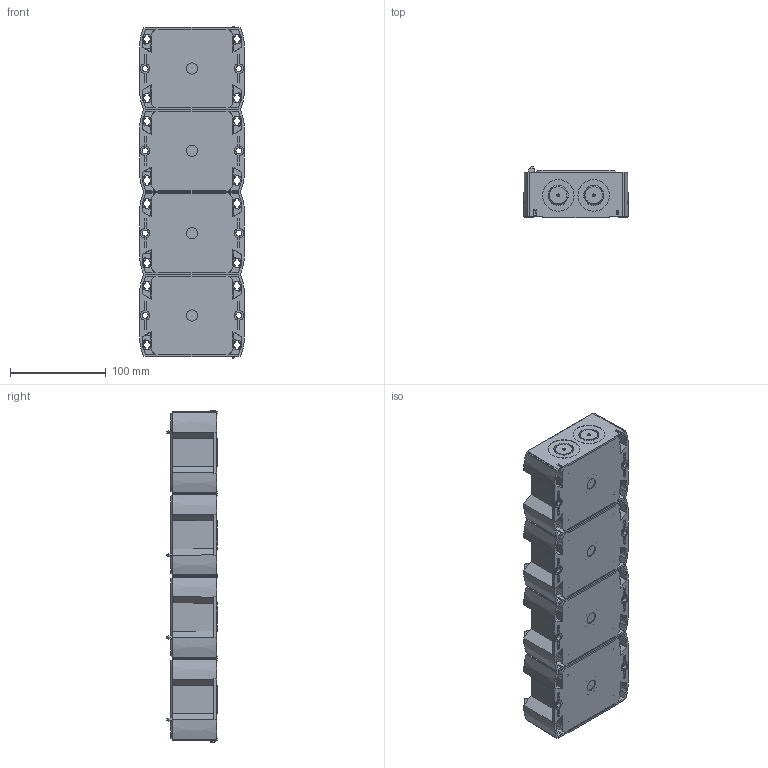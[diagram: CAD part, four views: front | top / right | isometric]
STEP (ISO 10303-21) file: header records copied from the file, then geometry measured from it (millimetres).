
FILE_DESCRIPTION (( 'STEP AP203' ), '1' );
FILE_NAME ('21514004055.step', '2025-08-20T19:20:24', ( '' ), ( '' ), 'SwSTEP 2.0', 'SolidWorks 2024', '' );
FILE_SCHEMA (( 'CONFIG_CONTROL_DESIGN' ));
Products named in the file (1): 21514004055
Bounding box: 109.61 x 53.27 x 347 mm (x, y, z)
Volume: 380397.8 mm3; surface area: 286723.5 mm2
Topology: 20 solids, 20 shells, 3800 faces, 9973 edges, 6478 vertices
Faces by surface type: plane 2487, cone 766, cylinder 427, bspline 104, torus 16
Entity records: 125825 total; most frequent: CARTESIAN_POINT 33158, ORIENTED_EDGE 19910, DIRECTION 18189, EDGE_CURVE 9955, VECTOR 6507, LINE 6507, VERTEX_POINT 6473, AXIS2_PLACEMENT_3D 5841
